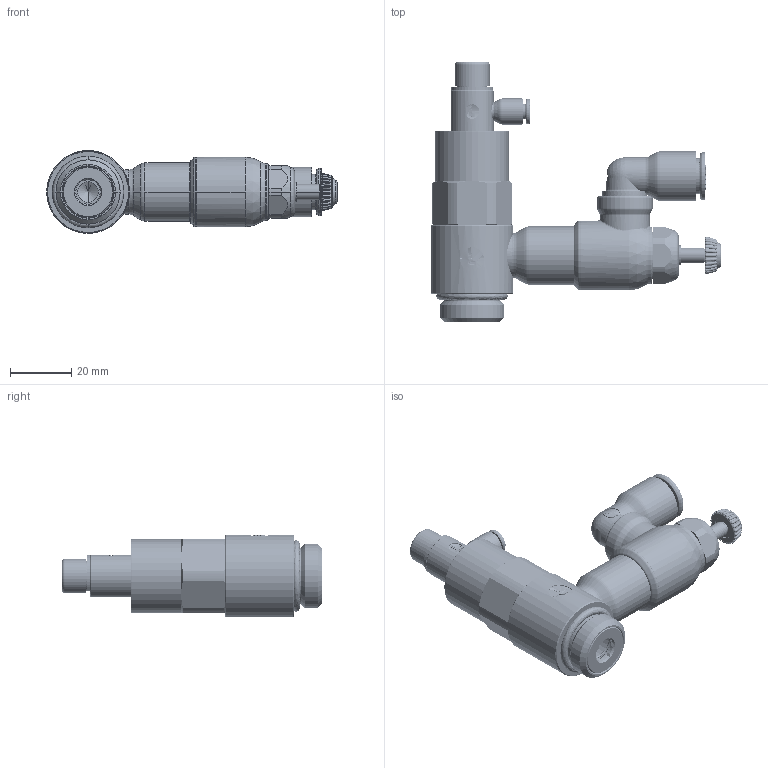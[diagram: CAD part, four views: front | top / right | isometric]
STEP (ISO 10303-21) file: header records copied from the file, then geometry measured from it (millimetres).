
FILE_DESCRIPTION(('STEP AP214'),'1');
FILE_NAME('7894_10_21.stp','2016-07-07T14:57:13',('TraceParts'),('TraceParts S.A.'),'Spatial InterOp 3D',' ',' ');
FILE_SCHEMA(('automotive_design'));
Length unit declared in the file: millimetre
Products named in the file (73): w894-10-21_asm|42103-20_ASM:1#42103-20_ASM|44110-21_ASM:1#44110-21_ASM|44110-32_AF0:1#44110-32_AF0;44110-32_AF0; w894-10-21_asm|42103-20_ASM:1#42103-20_ASM|44110-21_ASM:1#44110-21_ASM|44110_AF0:1#44110_AF0;44110_AF0; w894-10-21_asm|42103-20_ASM:1#42103-20_ASM|44110-21_ASM:1#44110-21_ASM|44110-30_AF0:1#44110-30_AF0;44110-30_AF0; w894-10-21_asm|42103-20_ASM:1#42103-20_ASM|45310_ASM:1#45310_ASM|45340-10:1#45340-10;45340-10; w894-10-21_asm|42103-20_ASM:1#42103-20_ASM|45310_ASM:1#45310_ASM|24030:1#24030;24030; w894-10-21_asm|42103-20_ASM:1#42103-20_ASM|45310_ASM:1#45310_ASM|45350-10:1#45350-10;45350-10; w894-10-21_asm|42103-20_ASM:1#42103-20_ASM|45340-32-MARQ-REG-A:1#45340-32-MARQ-REG-A;45340-32-MARQ-REG-A; w894-10-21_asm|42103-20_ASM:1#42103-20_ASM|45350-30:1#45350-30;45350-30; w894-10-21_asm|42103-20_ASM:1#42103-20_ASM|45350-40:1#45350-40;45350-40; w894-10-21_asm|42103-20_ASM:1#42103-20_ASM|45350-20:1#45350-20;45350-20; w894-10-21_asm|42103-20_ASM:1#42103-20_ASM|45240-20:1#45240-20;45240-20; w894-10-21_asm|42103-20_ASM:1#42103-20_ASM|45240-20:1#45240-20;45240-20_1; w894-10-21_asm|42103-20_ASM:1#42103-20_ASM|45240-20:1#45240-20;45240-20_2; w894-10-21_asm|42103-20_ASM:1#42103-20_ASM|45240-20:1#45240-20;45240-20_3; w894-10-21_asm|42103-20_ASM:1#42103-20_ASM|45240-20:1#45240-20;45240-20_4; w894-10-21_asm|42103-20_ASM:1#42103-20_ASM|45240-20:1#45240-20;45240-20_5; w894-10-21_asm|42103-20_ASM:1#42103-20_ASM|45240-20:1#45240-20;45240-20_6; w894-10-21_asm|42103-20_ASM:1#42103-20_ASM|45240-20:1#45240-20;45240-20_7; w894-10-21_asm|42103-20_ASM:1#42103-20_ASM|45240-20:1#45240-20;45240-20_8; w894-10-21_asm|42103-20_ASM:1#42103-20_ASM|45240-20:1#45240-20;45240-20_9; w894-10-21_asm|42103-20_ASM:1#42103-20_ASM|45240-20:1#45240-20;45240-20_10; w894-10-21_asm|42103-20_ASM:1#42103-20_ASM|45240-20:1#45240-20;45240-20_11; w894-10-21_asm|42103-20_ASM:1#42103-20_ASM|45240-20:1#45240-20;45240-20_12; w894-10-21_asm|42103-20_ASM:1#42103-20_ASM|45240-20:1#45240-20;45240-20_13; w894-10-21_asm|42103-20_ASM:1#42103-20_ASM|45240-20:1#45240-20;45240-20_14; w894-10-21_asm|42103-20_ASM:1#42103-20_ASM|45240-20:1#45240-20;45240-20_15; w894-10-21_asm|42103-20_ASM:1#42103-20_ASM|45240-20:1#45240-20;45240-20_16; w894-10-21_asm|42103-20_ASM:1#42103-20_ASM|45240-20:1#45240-20;45240-20_17; w894-10-21_asm|42103-20_ASM:1#42103-20_ASM|45240-20:1#45240-20;45240-20_18; w894-10-21_asm|42103-20_ASM:1#42103-20_ASM|45240-20:1#45240-20;45240-20_19; w894-10-21_asm|42103-20_ASM:1#42103-20_ASM|45240-20:1#45240-20;45240-20_20; w894-10-21_asm|42103-20_ASM:1#42103-20_ASM|45240-20:1#45240-20;45240-20_21; w894-10-21_asm|42103-20_ASM:1#42103-20_ASM|45240-20:1#45240-20;45240-20_22; w894-10-21_asm|42103-20_ASM:1#42103-20_ASM|45240-20:1#45240-20;45240-20_23; w894-10-21_asm|42103-20_ASM:1#42103-20_ASM|45240-20:1#45240-20;45240-20_24; w894-10-21_asm|42103-20_ASM:1#42103-20_ASM|45350-11:1#45350-11;45350-11; w894-10-21_asm|42103-20_ASM:1#42103-20_ASM|44510-01:1#44510-01;44510-01; w894-10-21_asm|42103-20_ASM:1#42103-20_ASM|44110-12-ASM:1#44110-12-ASM;44110-12-ASM; w894-10-21_asm|42103-20_ASM:1#42103-20_ASM|44110-40:1#44110-40;44110-40; w894-10-21_asm|42103-20_ASM:1#42103-20_ASM|23377_ASM_DAR18-4_DAL21-4_LG2:1#23377_ASM_DAR18-4_DAL21-4_LG2;23377_ASM_DAR18-4_DAL21-4_LG2 ...
Bounding box: 94.8 x 85 x 27 mm (x, y, z)
Volume: 40973.4 mm3; surface area: 49843.9 mm2
Topology: 79 solids, 79 shells, 3316 faces, 8752 edges, 5614 vertices
Faces by surface type: cylinder 971, plane 859, torus 581, cone 443, bspline 379, sphere 83
Full cylindrical faces by diameter (mm): 4.8 x2, 7.8 x1
Entity records: 156344 total; most frequent: CARTESIAN_POINT 45644, DIRECTION 17959, ORIENTED_EDGE 17452, EDGE_CURVE 8726, AXIS2_PLACEMENT_3D 7392, VERTEX_POINT 5614, CIRCLE 4134, EDGE_LOOP 3502
